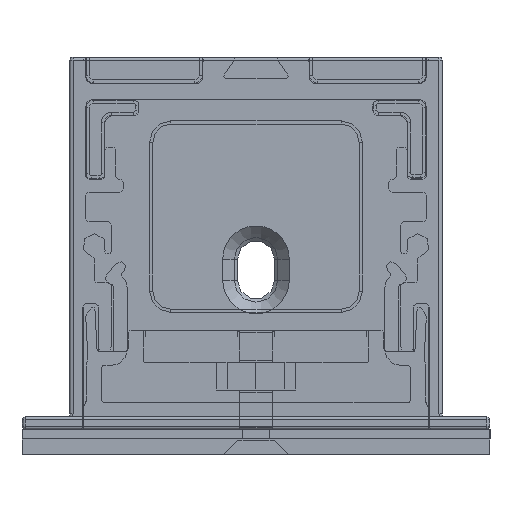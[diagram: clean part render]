
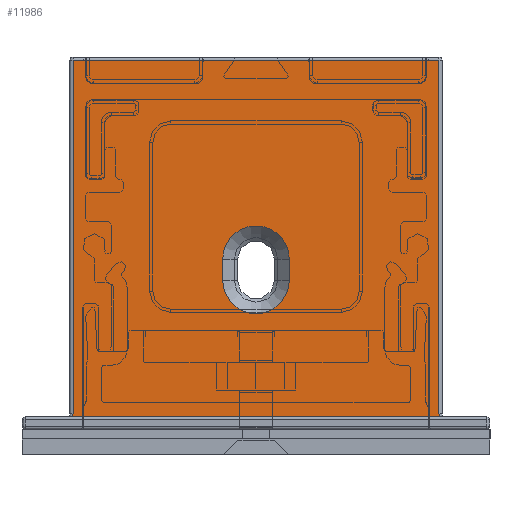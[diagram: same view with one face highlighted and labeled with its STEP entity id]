
A CAD part, front view. The second image highlights one B-rep face of the part: STEP entity #11986.
In plain terms, the highlighted planar face has unit normal (0, -1, 0).
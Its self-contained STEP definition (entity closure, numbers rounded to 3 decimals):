
#113=FACE_BOUND('',#1643,.T.);
#942=FACE_OUTER_BOUND('',#1642,.T.);
#1642=EDGE_LOOP('',(#9653,#9654,#9655,#9656,#9657,#9658));
#1643=EDGE_LOOP('',(#9659,#9660,#9661,#9662));
#2588=LINE('',#19895,#3694);
#2589=LINE('',#19904,#3695);
#2592=LINE('',#19911,#3698);
#2608=LINE('',#19958,#3714);
#2612=LINE('',#19968,#3718);
#2615=LINE('',#19975,#3721);
#3694=VECTOR('',#15591,10.);
#3695=VECTOR('',#15602,10.);
#3698=VECTOR('',#15609,10.);
#3714=VECTOR('',#15651,10.);
#3718=VECTOR('',#15661,10.);
#3721=VECTOR('',#15670,10.);
#4532=CIRCLE('',#13030,0.6);
#4538=CIRCLE('',#13041,0.6);
#4543=CIRCLE('',#13053,3.15);
#4544=CIRCLE('',#13056,3.15);
#5410=VERTEX_POINT('',#19871);
#5412=VERTEX_POINT('',#19880);
#5415=VERTEX_POINT('',#19885);
#5418=VERTEX_POINT('',#19900);
#5419=VERTEX_POINT('',#19907);
#5421=VERTEX_POINT('',#19913);
#5433=VERTEX_POINT('',#19960);
#5434=VERTEX_POINT('',#19962);
#5435=VERTEX_POINT('',#19966);
#5436=VERTEX_POINT('',#19971);
#6875=EDGE_CURVE('',#5415,#5412,#4532,.T.);
#6877=EDGE_CURVE('',#5412,#5410,#2588,.T.);
#6881=EDGE_CURVE('',#5410,#5418,#2589,.T.);
#6885=EDGE_CURVE('',#5418,#5419,#2592,.T.);
#6888=EDGE_CURVE('',#5419,#5421,#4538,.T.);
#6908=EDGE_CURVE('',#5421,#5415,#2608,.T.);
#6910=EDGE_CURVE('',#5433,#5434,#4543,.T.);
#6913=EDGE_CURVE('',#5435,#5433,#2612,.T.);
#6916=EDGE_CURVE('',#5436,#5435,#4544,.T.);
#6917=EDGE_CURVE('',#5434,#5436,#2615,.T.);
#9653=ORIENTED_EDGE('',*,*,#6875,.F.);
#9654=ORIENTED_EDGE('',*,*,#6908,.F.);
#9655=ORIENTED_EDGE('',*,*,#6888,.F.);
#9656=ORIENTED_EDGE('',*,*,#6885,.F.);
#9657=ORIENTED_EDGE('',*,*,#6881,.F.);
#9658=ORIENTED_EDGE('',*,*,#6877,.F.);
#9659=ORIENTED_EDGE('',*,*,#6910,.F.);
#9660=ORIENTED_EDGE('',*,*,#6913,.F.);
#9661=ORIENTED_EDGE('',*,*,#6916,.F.);
#9662=ORIENTED_EDGE('',*,*,#6917,.F.);
#11502=PLANE('',#13059);
#11986=ADVANCED_FACE('',(#942,#113),#11502,.F.);
#13030=AXIS2_PLACEMENT_3D('',#19892,#15586,#15587);
#13041=AXIS2_PLACEMENT_3D('',#19922,#15614,#15615);
#13053=AXIS2_PLACEMENT_3D('',#19963,#15655,#15656);
#13056=AXIS2_PLACEMENT_3D('',#19973,#15666,#15667);
#13059=AXIS2_PLACEMENT_3D('',#19977,#15673,#15674);
#15586=DIRECTION('center_axis',(0.,-1.,0.));
#15587=DIRECTION('ref_axis',(0.707,0.,-0.707));
#15591=DIRECTION('',(0.,0.,1.));
#15602=DIRECTION('',(1.,0.,0.));
#15609=DIRECTION('',(0.,0.,-1.));
#15614=DIRECTION('center_axis',(0.,-1.,0.));
#15615=DIRECTION('ref_axis',(-0.707,0.,-0.707));
#15651=DIRECTION('',(-1.,0.,0.));
#15655=DIRECTION('center_axis',(0.,-1.,0.));
#15656=DIRECTION('ref_axis',(-1.,0.,0.));
#15661=DIRECTION('',(0.,0.,1.));
#15666=DIRECTION('center_axis',(0.,-1.,0.));
#15667=DIRECTION('ref_axis',(1.,0.,0.));
#15670=DIRECTION('',(0.,0.,-1.));
#15673=DIRECTION('center_axis',(0.,1.,0.));
#15674=DIRECTION('ref_axis',(0.,0.,
1.));
#19871=CARTESIAN_POINT('',(-17.2,-1419.3,-0.3));
#19880=CARTESIAN_POINT('',(-17.2,-1419.3,-33.5));
#19885=CARTESIAN_POINT('',(-17.28,-1419.3,-33.8));
#19892=CARTESIAN_POINT('Origin',(-17.8,-1419.3,-33.5));
#19895=CARTESIAN_POINT('',(-17.2,-1419.3,-26.25));
#19900=CARTESIAN_POINT('',(17.2,-1419.3,-0.3));
#19904=CARTESIAN_POINT('',(-8.75,-1419.3,-0.3));
#19907=CARTESIAN_POINT('',(17.2,-1419.3,-33.5));
#19911=CARTESIAN_POINT('',(17.2,-1419.3,-8.75));
#19913=CARTESIAN_POINT('',(17.28,-1419.3,-33.8));
#19922=CARTESIAN_POINT('Origin',(17.8,-1419.3,-33.5));
#19958=CARTESIAN_POINT('',(8.15,-1419.3,-33.8));
#19960=CARTESIAN_POINT('',(3.15,-1419.3,-19.));
#19962=CARTESIAN_POINT('',(-3.15,-1419.3,-19.));
#19963=CARTESIAN_POINT('Origin',(0.,-1419.3,
-19.));
#19966=CARTESIAN_POINT('',(3.15,-1419.3,-21.));
#19968=CARTESIAN_POINT('',(3.15,-1419.3,-19.25));
#19971=CARTESIAN_POINT('',(-3.15,-1419.3,-21.));
#19973=CARTESIAN_POINT('Origin',(0.,-1419.3,
-21.));
#19975=CARTESIAN_POINT('',(-3.15,-1419.3,-18.25));
#19977=CARTESIAN_POINT('Origin',(0.,-1419.3,
-17.5));
